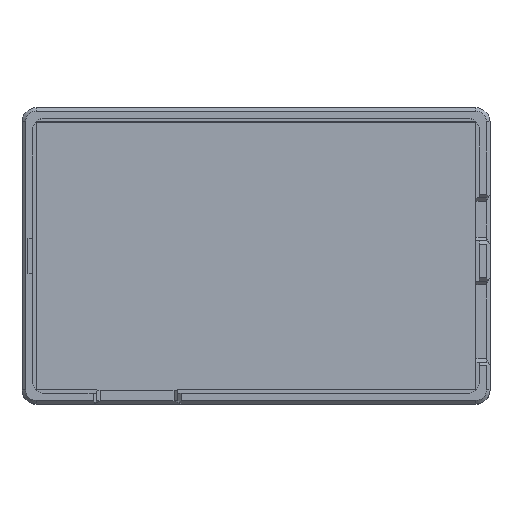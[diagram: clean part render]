
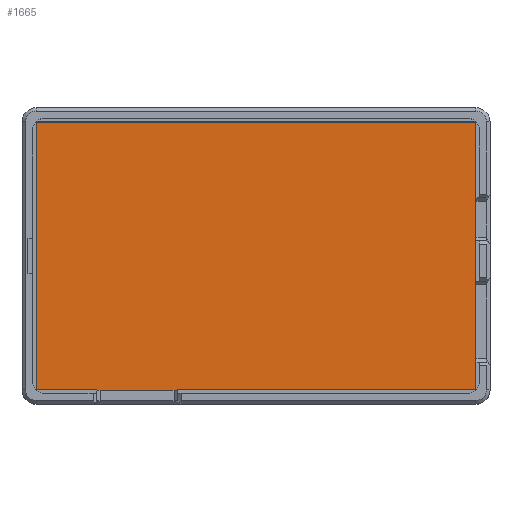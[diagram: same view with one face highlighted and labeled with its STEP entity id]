
A CAD part, top view. The second image highlights one B-rep face of the part: STEP entity #1665.
In plain terms, the highlighted planar face has unit normal (0, 0, 1).
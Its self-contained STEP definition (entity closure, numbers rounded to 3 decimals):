
#150=FACE_OUTER_BOUND('',#243,.T.);
#243=EDGE_LOOP('',(#1497,#1498,#1499,#1500));
#436=LINE('',#2667,#643);
#447=LINE('',#2689,#654);
#448=LINE('',#2692,#655);
#450=LINE('',#2695,#657);
#643=VECTOR('',#2191,10.);
#654=VECTOR('',#2218,10.);
#655=VECTOR('',#2221,10.);
#657=VECTOR('',#2225,10.);
#796=VERTEX_POINT('',#2664);
#797=VERTEX_POINT('',#2666);
#800=VERTEX_POINT('',#2687);
#801=VERTEX_POINT('',#2691);
#1020=EDGE_CURVE('',#796,#797,#436,.T.);
#1031=EDGE_CURVE('',#800,#796,#447,.T.);
#1032=EDGE_CURVE('',#797,#801,#448,.T.);
#1034=EDGE_CURVE('',#801,#800,#450,.T.);
#1497=ORIENTED_EDGE('',*,*,#1034,.F.);
#1498=ORIENTED_EDGE('',*,*,#1032,.F.);
#1499=ORIENTED_EDGE('',*,*,#1020,.F.);
#1500=ORIENTED_EDGE('',*,*,#1031,.F.);
#1574=PLANE('',#1784);
#1665=ADVANCED_FACE('',(#150),#1574,.F.);
#1784=AXIS2_PLACEMENT_3D('',#2696,#2226,#2227);
#2191=DIRECTION('',(-1.,0.,0.));
#2218=DIRECTION('',(0.,-1.,0.));
#2221=DIRECTION('',(0.,1.,0.));
#2225=DIRECTION('',(1.,0.,0.));
#2226=DIRECTION('center_axis',(0.,0.,-1.));
#2227=DIRECTION('ref_axis',(-1.,0.,0.));
#2664=CARTESIAN_POINT('',(237.65,-19.05,1.6));
#2666=CARTESIAN_POINT('',(175.15,-19.05,1.6));
#2667=CARTESIAN_POINT('',(237.65,-19.05,1.6));
#2687=CARTESIAN_POINT('',(237.65,19.05,1.6));
#2689=CARTESIAN_POINT('',(237.65,19.05,1.6));
#2691=CARTESIAN_POINT('',(175.15,19.05,1.6));
#2692=CARTESIAN_POINT('',(175.15,-19.05,1.6));
#2695=CARTESIAN_POINT('',(175.15,19.05,1.6));
#2696=CARTESIAN_POINT('Origin',(206.4,0.,1.6));
